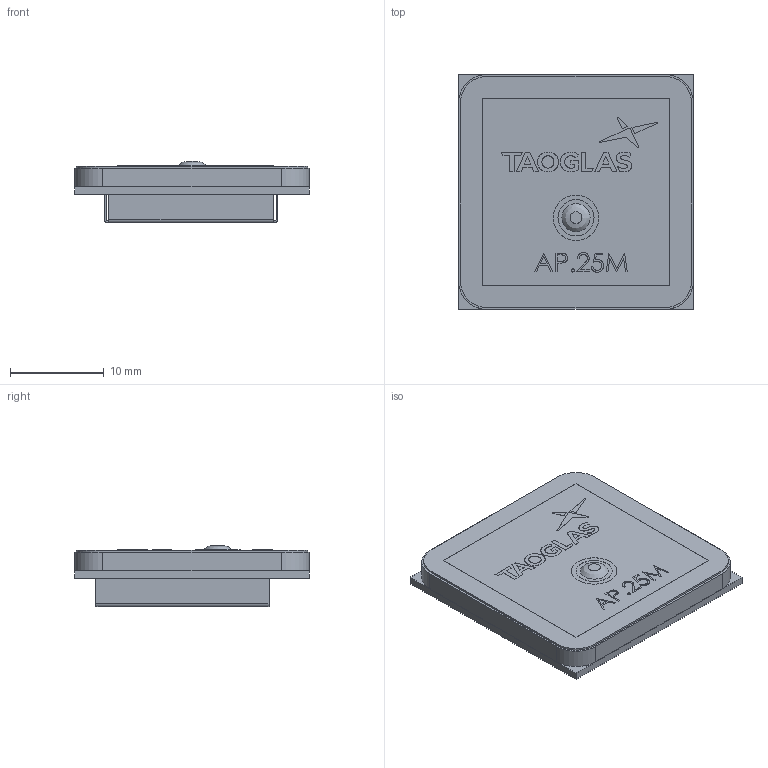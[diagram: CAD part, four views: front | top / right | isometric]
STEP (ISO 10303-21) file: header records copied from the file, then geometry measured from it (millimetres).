
FILE_DESCRIPTION(/* description */ ('STEP AP242'),/* implementation_level */ '2;1');
FILE_NAME(/* name */ 'AP_25M.step',/* time_stamp */ '2025-04-06T12:55:17-07:00',/* author */ (''),/* organization */ (''),/* preprocessor_version */ 'ST-DEVELOPER v20.1',/* originating_system */ 'Autodesk Translation Framework v14.4.0.0',/* authorisation */ '');
FILE_SCHEMA (('AUTOMOTIVE_DESIGN { 1 0 10303 214 3 1 1 }'));
Length unit declared in the file: millimetre
Products named in the file (1): ap_25m_07_0080a_1
Bounding box: 25 x 25 x 6.5 mm (x, y, z)
Volume: 1969.3 mm3; surface area: 3872.8 mm2
Topology: 3 solids, 3 shells, 320 faces, 815 edges, 527 vertices
Faces by surface type: plane 204, bspline 94, cylinder 22
Full cylindrical faces by diameter (mm): 3.85 x1, 4.85 x1
Entity records: 11527 total; most frequent: CARTESIAN_POINT 4006, ORIENTED_EDGE 1630, DIRECTION 1234, EDGE_CURVE 815, LINE 582, VECTOR 582, VERTEX_POINT 527, EDGE_LOOP 346
